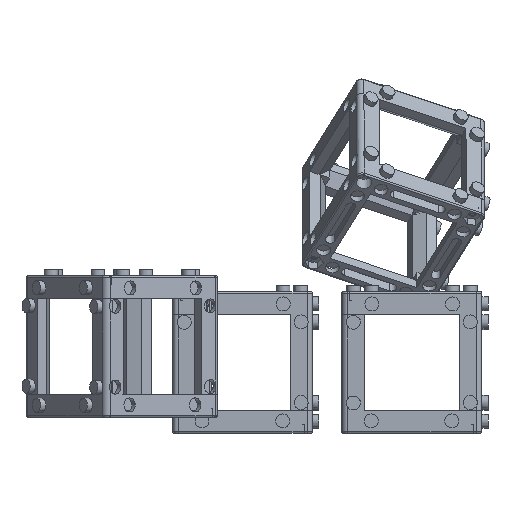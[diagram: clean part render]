
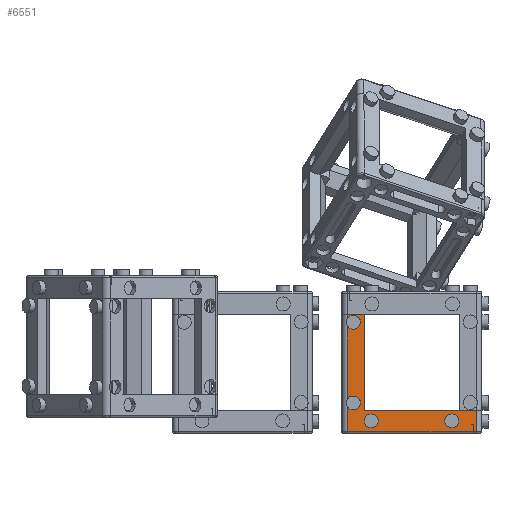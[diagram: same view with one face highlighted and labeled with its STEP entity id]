
A CAD part, left-side view. The second image highlights one B-rep face of the part: STEP entity #6551.
In plain terms, the highlighted planar face has unit normal (-1, 0, 0).
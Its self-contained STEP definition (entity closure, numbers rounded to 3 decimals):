
#89=FACE_BOUND('',#874,.T.);
#90=FACE_BOUND('',#875,.T.);
#477=FACE_OUTER_BOUND('',#873,.T.);
#873=EDGE_LOOP('',(#4946,#4947,#4948,#4949,#4950,#4951,#4952,#4953,#4954,
#4955,#4956,#4957));
#874=EDGE_LOOP('',(#4958));
#875=EDGE_LOOP('',(#4959));
#1201=CIRCLE('',#6883,2.475);
#1203=CIRCLE('',#6885,2.475);
#1205=CIRCLE('',#6890,2.475);
#1207=CIRCLE('',#6894,2.475);
#1209=CIRCLE('',#6896,2.475);
#1211=CIRCLE('',#6901,2.475);
#1743=LINE('',#10534,#2331);
#1746=LINE('',#10538,#2334);
#1747=LINE('',#10540,#2335);
#1748=LINE('',#10541,#2336);
#1749=LINE('',#10543,#2337);
#1756=LINE('',#10559,#2344);
#1760=LINE('',#10565,#2348);
#1761=LINE('',#10566,#2349);
#2331=VECTOR('',#8401,10.);
#2334=VECTOR('',#8406,10.);
#2335=VECTOR('',#8409,10.);
#2336=VECTOR('',#8410,10.);
#2337=VECTOR('',#8411,10.);
#2344=VECTOR('',#8424,10.);
#2348=VECTOR('',#8430,10.);
#2349=VECTOR('',#8431,10.);
#2732=VERTEX_POINT('',#9801);
#2733=VERTEX_POINT('',#9803);
#2734=VERTEX_POINT('',#9805);
#2736=VERTEX_POINT('',#9814);
#2738=VERTEX_POINT('',#9821);
#2739=VERTEX_POINT('',#9823);
#2740=VERTEX_POINT('',#9825);
#2742=VERTEX_POINT('',#9834);
#2949=VERTEX_POINT('',#10484);
#2955=VERTEX_POINT('',#10497);
#2963=VERTEX_POINT('',#10532);
#2964=VERTEX_POINT('',#10542);
#2970=VERTEX_POINT('',#10558);
#2971=VERTEX_POINT('',#10564);
#3365=EDGE_CURVE('',#2733,#2732,#1201,.T.);
#3367=EDGE_CURVE('',#2732,#2734,#1203,.T.);
#3371=EDGE_CURVE('',#2736,#2736,#1205,.T.);
#3374=EDGE_CURVE('',#2739,#2738,#1207,.T.);
#3376=EDGE_CURVE('',#2738,#2740,#1209,.T.);
#3380=EDGE_CURVE('',#2742,#2742,#1211,.T.);
#3706=EDGE_CURVE('',#2963,#2955,#1743,.T.);
#3709=EDGE_CURVE('',#2955,#2949,#1746,.T.);
#3710=EDGE_CURVE('',#2949,#2734,#1747,.T.);
#3711=EDGE_CURVE('',#2733,#2740,#1748,.T.);
#3712=EDGE_CURVE('',#2739,#2964,#1749,.T.);
#3720=EDGE_CURVE('',#2964,#2970,#1756,.T.);
#3724=EDGE_CURVE('',#2971,#2963,#1760,.T.);
#3725=EDGE_CURVE('',#2971,#2970,#1761,.T.);
#4946=ORIENTED_EDGE('',*,*,#3365,.T.);
#4947=ORIENTED_EDGE('',*,*,#3367,.T.);
#4948=ORIENTED_EDGE('',*,*,#3710,.F.);
#4949=ORIENTED_EDGE('',*,*,#3709,.F.);
#4950=ORIENTED_EDGE('',*,*,#3706,.F.);
#4951=ORIENTED_EDGE('',*,*,#3724,.F.);
#4952=ORIENTED_EDGE('',*,*,#3725,.T.);
#4953=ORIENTED_EDGE('',*,*,#3720,.F.);
#4954=ORIENTED_EDGE('',*,*,#3712,.F.);
#4955=ORIENTED_EDGE('',*,*,#3374,.T.);
#4956=ORIENTED_EDGE('',*,*,#3376,.T.);
#4957=ORIENTED_EDGE('',*,*,#3711,.F.);
#4958=ORIENTED_EDGE('',*,*,#3371,.T.);
#4959=ORIENTED_EDGE('',*,*,#3380,.T.);
#6259=PLANE('',#7151);
#6551=ADVANCED_FACE('',(#477,#89,#90),#6259,.T.);
#6883=AXIS2_PLACEMENT_3D('',#9804,#7674,#7675);
#6885=AXIS2_PLACEMENT_3D('',#9807,#7678,#7679);
#6890=AXIS2_PLACEMENT_3D('',#9816,#7690,#7691);
#6894=AXIS2_PLACEMENT_3D('',#9824,#7699,#7700);
#6896=AXIS2_PLACEMENT_3D('',#9827,#7703,#7704);
#6901=AXIS2_PLACEMENT_3D('',#9836,#7715,#7716);
#7151=AXIS2_PLACEMENT_3D('',#10563,#8428,#8429);
#7674=DIRECTION('center_axis',(1.,0.,0.));
#7675=DIRECTION('ref_axis',(0.,0.,1.));
#7678=DIRECTION('center_axis',(1.,0.,0.));
#7679=DIRECTION('ref_axis',(0.,0.,1.));
#7690=DIRECTION('center_axis',(1.,0.,0.));
#7691=DIRECTION('ref_axis',(0.,0.,1.));
#7699=DIRECTION('center_axis',(1.,0.,0.));
#7700=DIRECTION('ref_axis',(0.,0.,1.));
#7703=DIRECTION('center_axis',(1.,0.,0.));
#7704=DIRECTION('ref_axis',(0.,0.,1.));
#7715=DIRECTION('center_axis',(1.,0.,0.));
#7716=DIRECTION('ref_axis',(0.,0.,1.));
#8401=DIRECTION('',(0.,0.,-1.));
#8406=DIRECTION('',(0.,1.,0.));
#8409=DIRECTION('',(0.,0.,1.));
#8410=DIRECTION('',(0.,0.,1.));
#8411=DIRECTION('',(0.,0.,1.));
#8424=DIRECTION('',(0.,-1.,0.));
#8428=DIRECTION('center_axis',(-1.,0.,0.));
#8429=DIRECTION('ref_axis',(0.,-1.,0.));
#8430=DIRECTION('',(0.,-1.,0.));
#8431=DIRECTION('',(0.,0.,1.));
#9801=CARTESIAN_POINT('',(-24.85,20.72,8.195));
#9803=CARTESIAN_POINT('',(-24.85,22.85,11.93));
#9804=CARTESIAN_POINT('Origin',(-24.85,20.72,10.67));
#9805=CARTESIAN_POINT('',(-24.85,22.85,9.41));
#9807=CARTESIAN_POINT('Origin',(-24.85,20.72,10.67));
#9814=CARTESIAN_POINT('',(-24.85,14.42,1.835));
#9816=CARTESIAN_POINT('Origin',(-24.85,14.42,4.31));
#9821=CARTESIAN_POINT('',(-24.85,20.72,36.795));
#9823=CARTESIAN_POINT('',(-24.85,22.85,40.53));
#9824=CARTESIAN_POINT('Origin',(-24.85,20.72,39.27));
#9825=CARTESIAN_POINT('',(-24.85,22.85,38.01));
#9827=CARTESIAN_POINT('Origin',(-24.85,20.72,39.27));
#9834=CARTESIAN_POINT('',(-24.85,-14.18,1.835));
#9836=CARTESIAN_POINT('Origin',(-24.85,-14.18,4.31));
#10484=CARTESIAN_POINT('',(-24.85,22.85,0.5));
#10497=CARTESIAN_POINT('',(-24.85,-22.85,0.5));
#10532=CARTESIAN_POINT('',(-24.85,-22.85,8.));
#10534=CARTESIAN_POINT('',(-24.85,-22.85,0.));
#10538=CARTESIAN_POINT('',(-24.85,12.425,0.5));
#10540=CARTESIAN_POINT('',(-24.85,22.85,0.));
#10541=CARTESIAN_POINT('',(-24.85,22.85,0.));
#10542=CARTESIAN_POINT('',(-24.85,22.85,42.1));
#10543=CARTESIAN_POINT('',(-24.85,22.85,0.));
#10558=CARTESIAN_POINT('',(-24.85,16.97,42.1));
#10559=CARTESIAN_POINT('',(-24.85,24.85,42.1));
#10563=CARTESIAN_POINT('Origin',(-24.85,24.85,0.));
#10564=CARTESIAN_POINT('',(-24.85,16.97,8.));
#10565=CARTESIAN_POINT('',(-24.85,-24.85,8.));
#10566=CARTESIAN_POINT('',(-24.85,16.97,8.));
